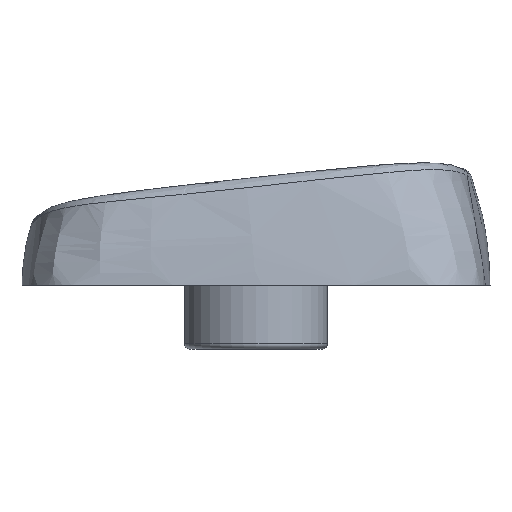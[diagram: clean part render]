
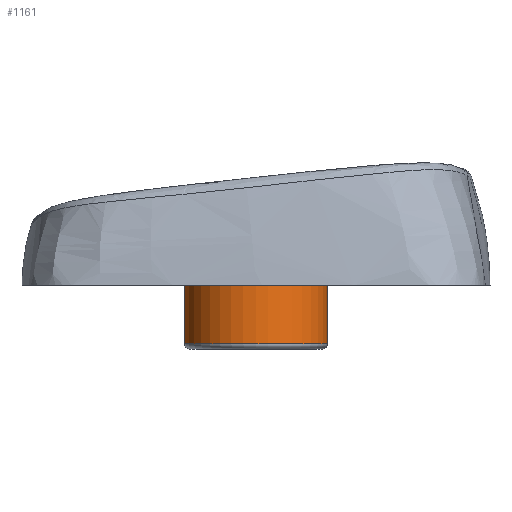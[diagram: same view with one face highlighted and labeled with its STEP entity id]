
A CAD part, left-side view. The second image highlights one B-rep face of the part: STEP entity #1161.
In plain terms, the highlighted cylindrical face has radius 2.75 mm (diameter 5.5 mm), a full revolution.
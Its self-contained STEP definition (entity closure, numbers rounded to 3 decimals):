
#182=FACE_OUTER_BOUND('',#229,.T.);
#229=EDGE_LOOP('',(#851,#852,#853,#854));
#279=CIRCLE('',#1246,2.75);
#280=CIRCLE('',#1248,2.75);
#324=LINE('',#1636,#377);
#377=VECTOR('',#1413,2.75);
#433=VERTEX_POINT('',#1631);
#434=VERTEX_POINT('',#1635);
#609=EDGE_CURVE('',#433,#433,#279,.T.);
#610=EDGE_CURVE('',#433,#434,#324,.T.);
#611=EDGE_CURVE('',#434,#434,#280,.T.);
#851=ORIENTED_EDGE('',*,*,#609,.F.);
#852=ORIENTED_EDGE('',*,*,#610,.T.);
#853=ORIENTED_EDGE('',*,*,#611,.F.);
#854=ORIENTED_EDGE('',*,*,#610,.F.);
#1132=CYLINDRICAL_SURFACE('',#1247,2.75);
#1161=ADVANCED_FACE('',(#182),#1132,.T.);
#1246=AXIS2_PLACEMENT_3D('',#1633,#1409,#1410);
#1247=AXIS2_PLACEMENT_3D('',#1634,#1411,#1412);
#1248=AXIS2_PLACEMENT_3D('',#1637,#1414,#1415);
#1409=DIRECTION('center_axis',(0.,0.,
-1.));
#1410=DIRECTION('ref_axis',(-1.,0.,0.));
#1411=DIRECTION('center_axis',(0.,0.,
-1.));
#1412=DIRECTION('ref_axis',(-1.,0.,0.));
#1413=DIRECTION('',(0.,0.,1.));
#1414=DIRECTION('center_axis',(0.,0.,
1.));
#1415=DIRECTION('ref_axis',(-1.,0.,0.));
#1631=CARTESIAN_POINT('',(2.738,-9.521,-3.1));
#1633=CARTESIAN_POINT('Origin',(-0.012,-9.521,-3.1));
#1634=CARTESIAN_POINT('Origin',(-0.012,-9.521,0.));
#1635=CARTESIAN_POINT('',(2.738,-9.521,-0.25));
#1636=CARTESIAN_POINT('',(2.738,-9.521,0.));
#1637=CARTESIAN_POINT('Origin',(-0.012,-9.521,-0.25));
